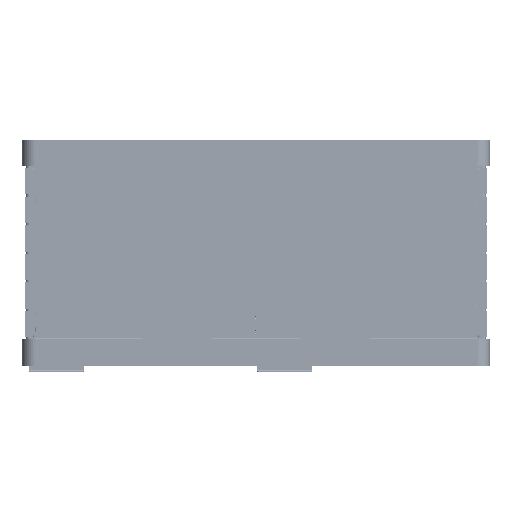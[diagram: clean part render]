
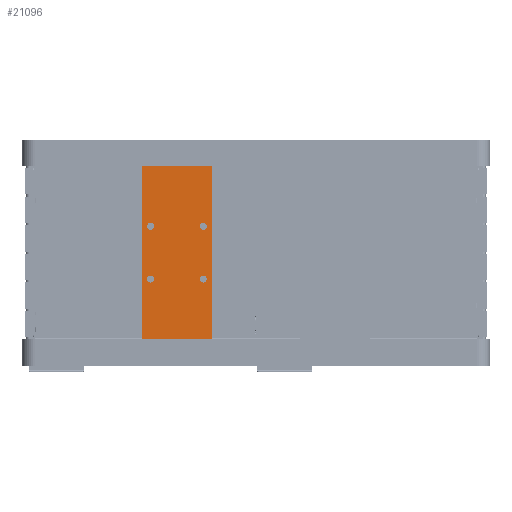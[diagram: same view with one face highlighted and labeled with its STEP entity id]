
A CAD part, front view. The second image highlights one B-rep face of the part: STEP entity #21096.
In plain terms, the highlighted planar face has unit normal (0, -1, 0).
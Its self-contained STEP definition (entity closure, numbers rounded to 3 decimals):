
#57 = CARTESIAN_POINT ( 'NONE',  ( -80., -10., 197.5 ) ) ;
#201 = VECTOR ( 'NONE', #80623, 1000. ) ;
#584 = EDGE_CURVE ( 'NONE', #86475, #34178, #4822, .T. ) ;
#2310 = VECTOR ( 'NONE', #50067, 1000. ) ;
#2425 = EDGE_LOOP ( 'NONE', ( #15200, #43526 ) ) ;
#2760 = CARTESIAN_POINT ( 'NONE',  ( -60., -10., 68. ) ) ;
#3253 = EDGE_LOOP ( 'NONE', ( #26233, #7002, #77603, #52501 ) ) ;
#3862 = DIRECTION ( 'NONE',  ( 0., -1., 0. ) ) ;
#3991 = DIRECTION ( 'NONE',  ( 0., -1., 0. ) ) ;
#4067 = CARTESIAN_POINT ( 'NONE',  ( -60., -10., 60. ) ) ;
#4822 = CIRCLE ( 'NONE', #52623, 8. ) ;
#4999 = DIRECTION ( 'NONE',  ( 0., -1., 0. ) ) ;
#5442 = EDGE_CURVE ( 'NONE', #82456, #62419, #32836, .T. ) ;
#5586 = CARTESIAN_POINT ( 'NONE',  ( 60., -10., -68. ) ) ;
#7002 = ORIENTED_EDGE ( 'NONE', *, *, #27312, .F. ) ;
#7034 = CIRCLE ( 'NONE', #83479, 8. ) ;
#9186 = CIRCLE ( 'NONE', #71961, 8. ) ;
#10588 = DIRECTION ( 'NONE',  ( 0., 1., 0. ) ) ;
#11361 = VERTEX_POINT ( 'NONE', #64266 ) ;
#11607 = AXIS2_PLACEMENT_3D ( 'NONE', #30936, #89429, #53872 ) ;
#12140 = ORIENTED_EDGE ( 'NONE', *, *, #85508, .T. ) ;
#12269 = FACE_OUTER_BOUND ( 'NONE', #3253, .T. ) ;
#12399 = DIRECTION ( 'NONE',  ( 0., 0., 1. ) ) ;
#13440 = CARTESIAN_POINT ( 'NONE',  ( -60., -10., -52. ) ) ;
#15200 = ORIENTED_EDGE ( 'NONE', *, *, #5442, .F. ) ;
#16280 = EDGE_CURVE ( 'NONE', #22683, #74643, #78948, .T. ) ;
#16886 = EDGE_CURVE ( 'NONE', #74643, #74003, #69263, .T. ) ;
#17081 = DIRECTION ( 'NONE',  ( 0., 0., 1. ) ) ;
#17422 = DIRECTION ( 'NONE',  ( 0., 0., -1. ) ) ;
#17541 = CARTESIAN_POINT ( 'NONE',  ( -60., -10., -60. ) ) ;
#18942 = CARTESIAN_POINT ( 'NONE',  ( 60., -10., -60. ) ) ;
#18970 = VERTEX_POINT ( 'NONE', #33429 ) ;
#19238 = CIRCLE ( 'NONE', #28274, 8. ) ;
#20535 = CARTESIAN_POINT ( 'NONE',  ( -80., -10., -197.5 ) ) ;
#21096 = ADVANCED_FACE ( 'NONE', ( #67963, #47821, #32876, #61442, #12269 ), #52980, .T. ) ;
#22683 = VERTEX_POINT ( 'NONE', #83968 ) ;
#23998 = CARTESIAN_POINT ( 'NONE',  ( 80., -10., -197.5 ) ) ;
#24058 = DIRECTION ( 'NONE',  ( 0., 1., 0. ) ) ;
#24535 = CARTESIAN_POINT ( 'NONE',  ( -60., -10., -60. ) ) ;
#26233 = ORIENTED_EDGE ( 'NONE', *, *, #16280, .F. ) ;
#27312 = EDGE_CURVE ( 'NONE', #37483, #22683, #69780, .T. ) ;
#28274 = AXIS2_PLACEMENT_3D ( 'NONE', #24535, #81150, #31085 ) ;
#28620 = EDGE_CURVE ( 'NONE', #34178, #86475, #83264, .T. ) ;
#28630 = ORIENTED_EDGE ( 'NONE', *, *, #28620, .F. ) ;
#28726 = CARTESIAN_POINT ( 'NONE',  ( 60., -10., 60. ) ) ;
#30936 = CARTESIAN_POINT ( 'NONE',  ( -60., -10., 60. ) ) ;
#31085 = DIRECTION ( 'NONE',  ( 0., 0., 1. ) ) ;
#31445 = EDGE_CURVE ( 'NONE', #11361, #60154, #58077, .T. ) ;
#32836 = CIRCLE ( 'NONE', #71690, 8. ) ;
#32876 = FACE_BOUND ( 'NONE', #50132, .T. ) ;
#33429 = CARTESIAN_POINT ( 'NONE',  ( 60., -10., -52. ) ) ;
#34178 = VERTEX_POINT ( 'NONE', #2760 ) ;
#34623 = ORIENTED_EDGE ( 'NONE', *, *, #41393, .T. ) ;
#37483 = VERTEX_POINT ( 'NONE', #50266 ) ;
#38976 = DIRECTION ( 'NONE',  ( 0., 0., 1. ) ) ;
#41393 = EDGE_CURVE ( 'NONE', #18970, #78422, #52111, .T. ) ;
#43526 = ORIENTED_EDGE ( 'NONE', *, *, #54180, .F. ) ;
#43951 = EDGE_CURVE ( 'NONE', #74003, #37483, #44124, .T. ) ;
#44124 = LINE ( 'NONE', #72684, #201 ) ;
#47670 = CARTESIAN_POINT ( 'NONE',  ( -80., -10., -197.5 ) ) ;
#47746 = ORIENTED_EDGE ( 'NONE', *, *, #584, .F. ) ;
#47821 = FACE_BOUND ( 'NONE', #83900, .T. ) ;
#48647 = EDGE_LOOP ( 'NONE', ( #89675, #77753 ) ) ;
#50067 = DIRECTION ( 'NONE',  ( 1., 0., 0. ) ) ;
#50132 = EDGE_LOOP ( 'NONE', ( #34623, #12140 ) ) ;
#50266 = CARTESIAN_POINT ( 'NONE',  ( -80., -10., 197.5 ) ) ;
#52111 = CIRCLE ( 'NONE', #59619, 8. ) ;
#52501 = ORIENTED_EDGE ( 'NONE', *, *, #16886, .F. ) ;
#52591 = CARTESIAN_POINT ( 'NONE',  ( 60., -10., -60. ) ) ;
#52623 = AXIS2_PLACEMENT_3D ( 'NONE', #4067, #4999, #55506 ) ;
#52980 = PLANE ( 'NONE',  #55088 ) ;
#53606 = AXIS2_PLACEMENT_3D ( 'NONE', #55414, #83495, #84391 ) ;
#53872 = DIRECTION ( 'NONE',  ( 0., 0., 1. ) ) ;
#54180 = EDGE_CURVE ( 'NONE', #62419, #82456, #19238, .T. ) ;
#55088 = AXIS2_PLACEMENT_3D ( 'NONE', #81512, #3862, #17422 ) ;
#55414 = CARTESIAN_POINT ( 'NONE',  ( 60., -10., 60. ) ) ;
#55506 = DIRECTION ( 'NONE',  ( 0., 0., 1. ) ) ;
#58077 = CIRCLE ( 'NONE', #53606, 8. ) ;
#59619 = AXIS2_PLACEMENT_3D ( 'NONE', #52591, #24058, #38976 ) ;
#60154 = VERTEX_POINT ( 'NONE', #69474 ) ;
#61442 = FACE_BOUND ( 'NONE', #48647, .T. ) ;
#62419 = VERTEX_POINT ( 'NONE', #65741 ) ;
#64266 = CARTESIAN_POINT ( 'NONE',  ( 60., -10., 68. ) ) ;
#64735 = DIRECTION ( 'NONE',  ( 0., 0., 1. ) ) ;
#65741 = CARTESIAN_POINT ( 'NONE',  ( -60., -10., -68. ) ) ;
#66839 = CARTESIAN_POINT ( 'NONE',  ( -60., -10., 52. ) ) ;
#67963 = FACE_BOUND ( 'NONE', #2425, .T. ) ;
#69263 = LINE ( 'NONE', #20535, #72652 ) ;
#69474 = CARTESIAN_POINT ( 'NONE',  ( 60., -10., 52. ) ) ;
#69780 = LINE ( 'NONE', #57, #2310 ) ;
#70384 = DIRECTION ( 'NONE',  ( 0., 1., 0. ) ) ;
#71690 = AXIS2_PLACEMENT_3D ( 'NONE', #17541, #3991, #17081 ) ;
#71961 = AXIS2_PLACEMENT_3D ( 'NONE', #18942, #10588, #12399 ) ;
#72652 = VECTOR ( 'NONE', #90325, 1000. ) ;
#72684 = CARTESIAN_POINT ( 'NONE',  ( -80., -10., 197.5 ) ) ;
#73347 = DIRECTION ( 'NONE',  ( 0., 0., -1. ) ) ;
#74003 = VERTEX_POINT ( 'NONE', #47670 ) ;
#74643 = VERTEX_POINT ( 'NONE', #23998 ) ;
#77603 = ORIENTED_EDGE ( 'NONE', *, *, #43951, .F. ) ;
#77753 = ORIENTED_EDGE ( 'NONE', *, *, #89297, .T. ) ;
#78422 = VERTEX_POINT ( 'NONE', #5586 ) ;
#78480 = VECTOR ( 'NONE', #73347, 1000. ) ;
#78948 = LINE ( 'NONE', #87832, #78480 ) ;
#80623 = DIRECTION ( 'NONE',  ( 0., 0., 1. ) ) ;
#81150 = DIRECTION ( 'NONE',  ( 0., -1., 0. ) ) ;
#81512 = CARTESIAN_POINT ( 'NONE',  ( 0., -10., 0. ) ) ;
#82456 = VERTEX_POINT ( 'NONE', #13440 ) ;
#83264 = CIRCLE ( 'NONE', #11607, 8. ) ;
#83479 = AXIS2_PLACEMENT_3D ( 'NONE', #28726, #70384, #64735 ) ;
#83495 = DIRECTION ( 'NONE',  ( 0., 1., 0. ) ) ;
#83900 = EDGE_LOOP ( 'NONE', ( #28630, #47746 ) ) ;
#83968 = CARTESIAN_POINT ( 'NONE',  ( 80., -10., 197.5 ) ) ;
#84391 = DIRECTION ( 'NONE',  ( 0., 0., 1. ) ) ;
#85508 = EDGE_CURVE ( 'NONE', #78422, #18970, #9186, .T. ) ;
#86475 = VERTEX_POINT ( 'NONE', #66839 ) ;
#87832 = CARTESIAN_POINT ( 'NONE',  ( 80., -10., 197.5 ) ) ;
#89297 = EDGE_CURVE ( 'NONE', #60154, #11361, #7034, .T. ) ;
#89429 = DIRECTION ( 'NONE',  ( 0., -1., 0. ) ) ;
#89675 = ORIENTED_EDGE ( 'NONE', *, *, #31445, .T. ) ;
#90325 = DIRECTION ( 'NONE',  ( -1., 0., 0. ) ) ;
